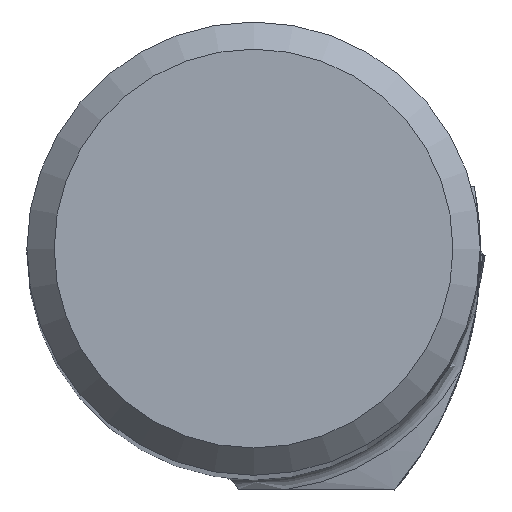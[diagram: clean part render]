
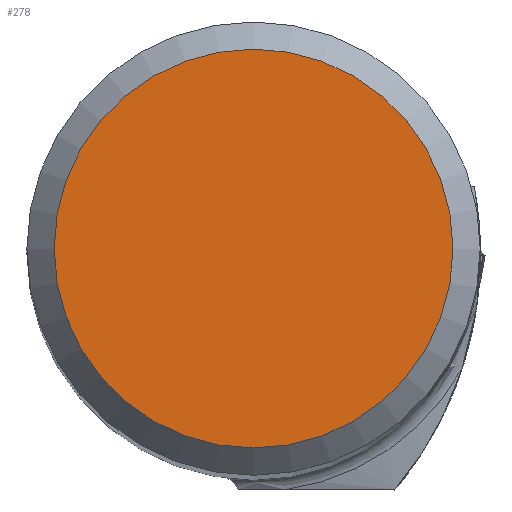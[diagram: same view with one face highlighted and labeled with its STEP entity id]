
A CAD part, top view. The second image highlights one B-rep face of the part: STEP entity #278.
In plain terms, the highlighted planar face has unit normal (0, 0, 1).
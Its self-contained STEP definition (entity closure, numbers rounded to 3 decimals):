
#193=CIRCLE('',#1957,10.982);
#278=ADVANCED_FACE('TB_BL_N5_SU8',(#415),#372,.F.);
#372=PLANE('',#1959);
#415=FACE_OUTER_BOUND('',#523,.T.);
#523=EDGE_LOOP('',(#807));
#807=ORIENTED_EDGE('',*,*,#1452,.T.);
#1264=VERTEX_POINT('',#2856);
#1452=EDGE_CURVE('',#1264,#1264,#193,.T.);
#1957=AXIS2_PLACEMENT_3D('',#2855,#2208,#2209);
#1959=AXIS2_PLACEMENT_3D('',#2858,#2212,#2213);
#2208=DIRECTION('',(0.,0.,1.));
#2209=DIRECTION('',(-1.,0.,0.));
#2212=DIRECTION('',(0.,0.,-1.));
#2213=DIRECTION('',(1.,0.,0.));
#2855=CARTESIAN_POINT('',(0.,0.,0.));
#2856=CARTESIAN_POINT('',(-10.982,0.,0.));
#2858=CARTESIAN_POINT('',(-10.982,0.,0.));
